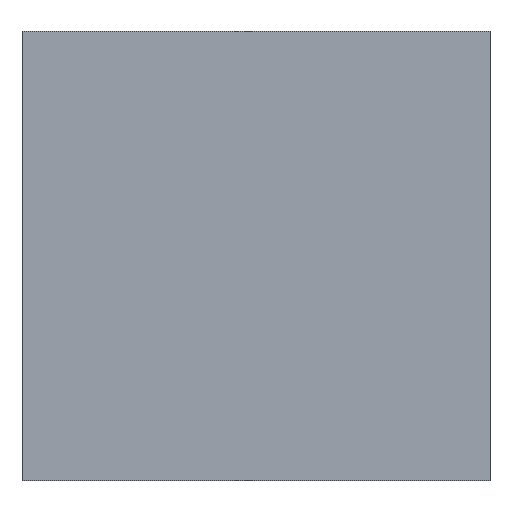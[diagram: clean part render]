
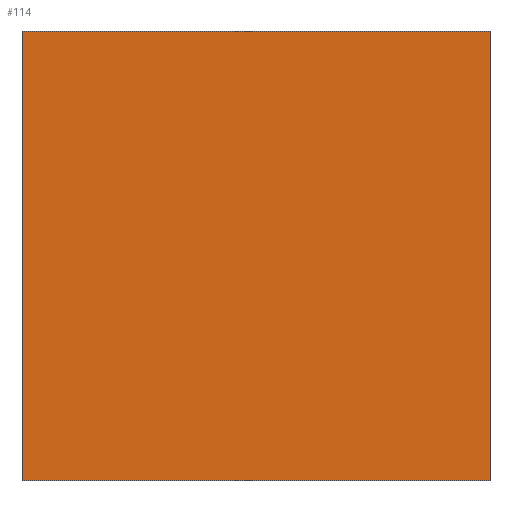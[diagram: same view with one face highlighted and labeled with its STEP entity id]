
A CAD part, top view. The second image highlights one B-rep face of the part: STEP entity #114.
In plain terms, the highlighted planar face has unit normal (0, 0, 1).
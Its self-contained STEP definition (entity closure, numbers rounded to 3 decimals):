
#28=FACE_OUTER_BOUND('',#34,.T.);
#34=EDGE_LOOP('',(#99,#100,#101,#102));
#38=LINE('',#184,#50);
#41=LINE('',#190,#53);
#44=LINE('',#196,#56);
#46=LINE('',#199,#58);
#50=VECTOR('',#150,1.);
#53=VECTOR('',#155,1.);
#56=VECTOR('',#160,1.);
#58=VECTOR('',#164,1.);
#60=VERTEX_POINT('',#178);
#62=VERTEX_POINT('',#182);
#64=VERTEX_POINT('',#188);
#66=VERTEX_POINT('',#194);
#70=EDGE_CURVE('',#60,#62,#38,.T.);
#73=EDGE_CURVE('',#62,#64,#41,.T.);
#76=EDGE_CURVE('',#64,#66,#44,.T.);
#78=EDGE_CURVE('',#66,#60,#46,.T.);
#99=ORIENTED_EDGE('',*,*,#70,.T.);
#100=ORIENTED_EDGE('',*,*,#73,.T.);
#101=ORIENTED_EDGE('',*,*,#76,.T.);
#102=ORIENTED_EDGE('',*,*,#78,.T.);
#108=PLANE('',#136);
#114=ADVANCED_FACE('',(#28),#108,.F.);
#136=AXIS2_PLACEMENT_3D('',#201,#167,#168);
#150=DIRECTION('',(-1.,0.,0.));
#155=DIRECTION('',(0.,-1.,0.));
#160=DIRECTION('',(1.,0.,0.));
#164=DIRECTION('',(0.,1.,0.));
#167=DIRECTION('center_axis',(0.,0.,-1.));
#168=DIRECTION('ref_axis',(-1.,0.,0.));
#178=CARTESIAN_POINT('',(1.588,1.524,1.3));
#182=CARTESIAN_POINT('',(-1.588,1.524,1.3));
#184=CARTESIAN_POINT('',(1.588,1.524,1.3));
#188=CARTESIAN_POINT('',(-1.588,-1.524,1.3));
#190=CARTESIAN_POINT('',(-1.588,1.524,1.3));
#194=CARTESIAN_POINT('',(1.588,-1.524,1.3));
#196=CARTESIAN_POINT('',(-1.588,-1.524,1.3));
#199=CARTESIAN_POINT('',(1.588,-1.524,1.3));
#201=CARTESIAN_POINT('Origin',(1.588,1.524,1.3));
